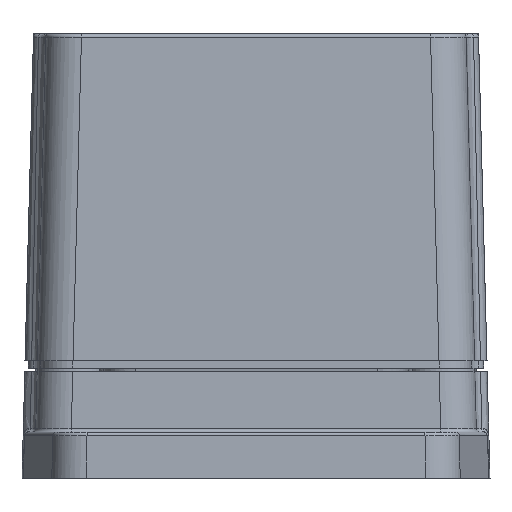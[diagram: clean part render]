
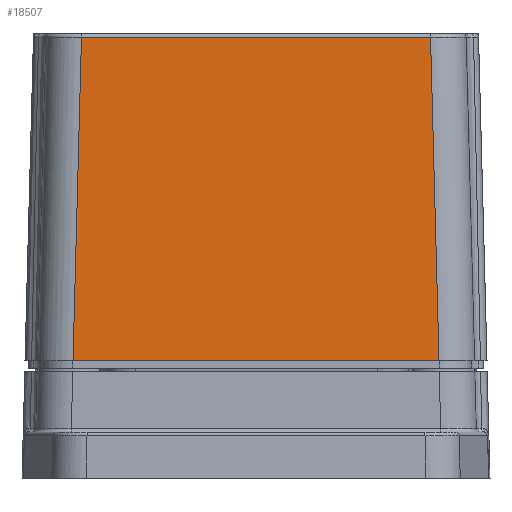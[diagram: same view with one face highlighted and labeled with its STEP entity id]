
A CAD part, front view. The second image highlights one B-rep face of the part: STEP entity #18507.
In plain terms, the highlighted planar face has unit normal (0, -1, 0.026).
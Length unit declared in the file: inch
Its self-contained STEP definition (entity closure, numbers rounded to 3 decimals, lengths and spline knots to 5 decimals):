
#476 = EDGE_CURVE ( 'NONE', #11971, #2488, #36633, .T. ) ;
#948 = LINE ( 'NONE', #25532, #38323 ) ;
#2028 = AXIS2_PLACEMENT_3D ( 'NONE', #15769, #34378, #27947 ) ;
#2247 = VECTOR ( 'NONE', #30417, 39.37008 ) ;
#2488 = VERTEX_POINT ( 'NONE', #17739 ) ;
#4214 = EDGE_LOOP ( 'NONE', ( #32060, #32524, #17123, #36071 ) ) ;
#7209 = LINE ( 'NONE', #13593, #39177 ) ;
#8193 = EDGE_CURVE ( 'NONE', #20426, #13428, #13690, .T. ) ;
#10709 = DIRECTION ( 'NONE',  ( -1., 0., 0. ) ) ;
#11473 = CARTESIAN_POINT ( 'NONE',  ( 1.87185, -3.2527, 1.85091 ) ) ;
#11830 = CARTESIAN_POINT ( 'NONE',  ( 2.18548, -3.2527, 1.85091 ) ) ;
#11971 = VERTEX_POINT ( 'NONE', #11473 ) ;
#12971 = PLANE ( 'NONE',  #2028 ) ;
#13428 = VERTEX_POINT ( 'NONE', #18068 ) ;
#13503 = EDGE_CURVE ( 'NONE', #20426, #11971, #7209, .T. ) ;
#13593 = CARTESIAN_POINT ( 'NONE',  ( 1.91877, -3.29962, 0.05906 ) ) ;
#13690 = LINE ( 'NONE', #25861, #17757 ) ;
#15769 = CARTESIAN_POINT ( 'NONE',  ( 2.18548, -3.30065, 0.01969 ) ) ;
#16550 = DIRECTION ( 'NONE',  ( 0.026, 0.026, 0.999 ) ) ;
#17123 = ORIENTED_EDGE ( 'NONE', *, *, #8193, .F. ) ;
#17633 = CARTESIAN_POINT ( 'NONE',  ( 1.91877, -3.29962, 0.05906 ) ) ;
#17739 = CARTESIAN_POINT ( 'NONE',  ( -0.05994, -3.2527, 1.85091 ) ) ;
#17757 = VECTOR ( 'NONE', #10709, 39.37008 ) ;
#18068 = CARTESIAN_POINT ( 'NONE',  ( -0.10686, -3.29962, 0.05906 ) ) ;
#18507 = ADVANCED_FACE ( 'NONE', ( #21952 ), #12971, .T. ) ;
#20426 = VERTEX_POINT ( 'NONE', #17633 ) ;
#21952 = FACE_OUTER_BOUND ( 'NONE', #4214, .T. ) ;
#23343 = DIRECTION ( 'NONE',  ( -0.026, 0.026, 0.999 ) ) ;
#25532 = CARTESIAN_POINT ( 'NONE',  ( -0.10632, -3.29908, 0.07966 ) ) ;
#25861 = CARTESIAN_POINT ( 'NONE',  ( 0.90595, -3.29962, 0.05906 ) ) ;
#27947 = DIRECTION ( 'NONE',  ( 0., -0.026, -1. ) ) ;
#29092 = EDGE_CURVE ( 'NONE', #13428, #2488, #948, .T. ) ;
#30417 = DIRECTION ( 'NONE',  ( -1., 0., 0. ) ) ;
#32060 = ORIENTED_EDGE ( 'NONE', *, *, #476, .T. ) ;
#32524 = ORIENTED_EDGE ( 'NONE', *, *, #29092, .F. ) ;
#34378 = DIRECTION ( 'NONE',  ( 0., -1., 0.026 ) ) ;
#36071 = ORIENTED_EDGE ( 'NONE', *, *, #13503, .T. ) ;
#36633 = LINE ( 'NONE', #11830, #2247 ) ;
#38323 = VECTOR ( 'NONE', #16550, 39.37008 ) ;
#39177 = VECTOR ( 'NONE', #23343, 39.37008 ) ;
